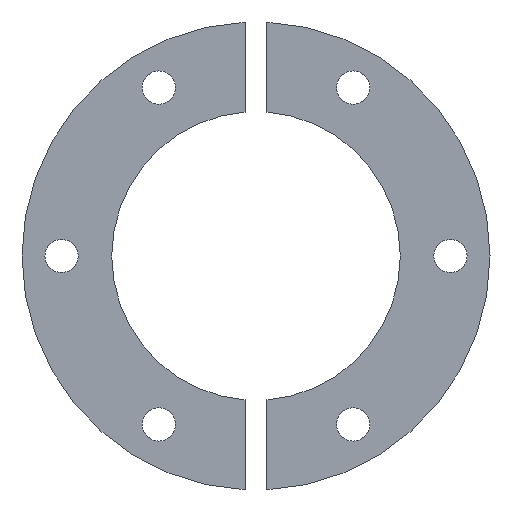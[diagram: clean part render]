
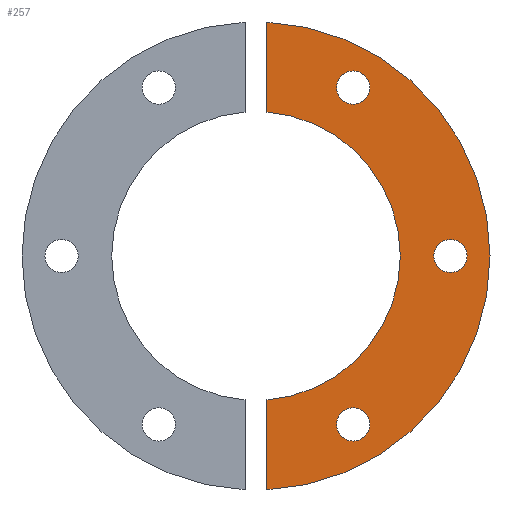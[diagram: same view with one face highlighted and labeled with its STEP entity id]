
A CAD part, front view. The second image highlights one B-rep face of the part: STEP entity #257.
In plain terms, the highlighted planar face has unit normal (0, -1, 0).
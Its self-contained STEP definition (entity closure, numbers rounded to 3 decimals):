
#7 = FACE_BOUND ( 'NONE', #338, .T. ) ;
#67 = EDGE_LOOP ( 'NONE', ( #809, #608, #378, #285 ) ) ;
#81 = EDGE_CURVE ( 'NONE', #557, #668, #912, .T. ) ;
#93 = DIRECTION ( 'NONE',  ( 0., 0., -1. ) ) ;
#116 = CIRCLE ( 'NONE', #175, 2.65 ) ;
#127 = CARTESIAN_POINT ( 'NONE',  ( 1.75, -9.2, -22.933 ) ) ;
#145 = VERTEX_POINT ( 'NONE', #361 ) ;
#163 = EDGE_LOOP ( 'NONE', ( #247 ) ) ;
#165 = EDGE_CURVE ( 'NONE', #145, #145, #705, .T. ) ;
#175 = AXIS2_PLACEMENT_3D ( 'NONE', #290, #955, #467 ) ;
#180 = LINE ( 'NONE', #333, #462 ) ;
#202 = DIRECTION ( 'NONE',  ( 0., 0., 1. ) ) ;
#232 = DIRECTION ( 'NONE',  ( 0., 1., 0. ) ) ;
#247 = ORIENTED_EDGE ( 'NONE', *, *, #397, .F. ) ;
#256 = ORIENTED_EDGE ( 'NONE', *, *, #165, .F. ) ;
#257 = ADVANCED_FACE ( 'NONE', ( #1063, #1011, #7, #811 ), #652, .F. ) ;
#285 = ORIENTED_EDGE ( 'NONE', *, *, #836, .F. ) ;
#290 = CARTESIAN_POINT ( 'NONE',  ( 15.5, -9.2, -26.847 ) ) ;
#306 = CARTESIAN_POINT ( 'NONE',  ( 1.75, -9.2, -37.259 ) ) ;
#320 = CIRCLE ( 'NONE', #389, 23. ) ;
#328 = EDGE_CURVE ( 'NONE', #679, #679, #116, .T. ) ;
#329 = ORIENTED_EDGE ( 'NONE', *, *, #328, .F. ) ;
#333 = CARTESIAN_POINT ( 'NONE',  ( 1.75, -9.2, -37.259 ) ) ;
#334 = AXIS2_PLACEMENT_3D ( 'NONE', #763, #924, #93 ) ;
#338 = EDGE_LOOP ( 'NONE', ( #329 ) ) ;
#361 = CARTESIAN_POINT ( 'NONE',  ( 15.5, -9.2, 24.197 ) ) ;
#378 = ORIENTED_EDGE ( 'NONE', *, *, #81, .F. ) ;
#381 = CIRCLE ( 'NONE', #464, 2.65 ) ;
#389 = AXIS2_PLACEMENT_3D ( 'NONE', #915, #744, #1073 ) ;
#397 = EDGE_CURVE ( 'NONE', #1035, #1035, #381, .T. ) ;
#413 = CARTESIAN_POINT ( 'NONE',  ( 0., -9.2, 0. ) ) ;
#425 = AXIS2_PLACEMENT_3D ( 'NONE', #519, #598, #776 ) ;
#462 = VECTOR ( 'NONE', #202, 1000. ) ;
#464 = AXIS2_PLACEMENT_3D ( 'NONE', #620, #943, #856 ) ;
#467 = DIRECTION ( 'NONE',  ( 0., 0., -1. ) ) ;
#488 = DIRECTION ( 'NONE',  ( 0., 0., 1. ) ) ;
#504 = DIRECTION ( 'NONE',  ( 0., 0., 1. ) ) ;
#514 = EDGE_CURVE ( 'NONE', #1016, #737, #180, .T. ) ;
#519 = CARTESIAN_POINT ( 'NONE',  ( 0., -9.2, 0. ) ) ;
#522 = CARTESIAN_POINT ( 'NONE',  ( 31., -9.2, -2.65 ) ) ;
#557 = VERTEX_POINT ( 'NONE', #306 ) ;
#591 = EDGE_LOOP ( 'NONE', ( #256 ) ) ;
#598 = DIRECTION ( 'NONE',  ( 0., 1., 0. ) ) ;
#608 = ORIENTED_EDGE ( 'NONE', *, *, #996, .F. ) ;
#620 = CARTESIAN_POINT ( 'NONE',  ( 31., -9.2, 0. ) ) ;
#640 = AXIS2_PLACEMENT_3D ( 'NONE', #413, #232, #488 ) ;
#652 = PLANE ( 'NONE',  #640 ) ;
#668 = VERTEX_POINT ( 'NONE', #127 ) ;
#679 = VERTEX_POINT ( 'NONE', #1010 ) ;
#705 = CIRCLE ( 'NONE', #334, 2.65 ) ;
#737 = VERTEX_POINT ( 'NONE', #1047 ) ;
#744 = DIRECTION ( 'NONE',  ( 0., -1., 0. ) ) ;
#763 = CARTESIAN_POINT ( 'NONE',  ( 15.5, -9.2, 26.847 ) ) ;
#776 = DIRECTION ( 'NONE',  ( 0., 0., 1. ) ) ;
#809 = ORIENTED_EDGE ( 'NONE', *, *, #514, .F. ) ;
#811 = FACE_OUTER_BOUND ( 'NONE', #67, .T. ) ;
#836 = EDGE_CURVE ( 'NONE', #737, #557, #936, .T. ) ;
#856 = DIRECTION ( 'NONE',  ( 0., 0., -1. ) ) ;
#912 = LINE ( 'NONE', #1001, #981 ) ;
#915 = CARTESIAN_POINT ( 'NONE',  ( 0., -9.2, 0. ) ) ;
#924 = DIRECTION ( 'NONE',  ( 0., -1., 0. ) ) ;
#936 = CIRCLE ( 'NONE', #425, 37.3 ) ;
#943 = DIRECTION ( 'NONE',  ( 0., -1., 0. ) ) ;
#955 = DIRECTION ( 'NONE',  ( 0., -1., 0. ) ) ;
#981 = VECTOR ( 'NONE', #504, 1000. ) ;
#987 = CARTESIAN_POINT ( 'NONE',  ( 1.75, -9.2, 22.933 ) ) ;
#996 = EDGE_CURVE ( 'NONE', #668, #1016, #320, .T. ) ;
#1001 = CARTESIAN_POINT ( 'NONE',  ( 1.75, -9.2, -37.259 ) ) ;
#1010 = CARTESIAN_POINT ( 'NONE',  ( 15.5, -9.2, -29.497 ) ) ;
#1011 = FACE_BOUND ( 'NONE', #163, .T. ) ;
#1016 = VERTEX_POINT ( 'NONE', #987 ) ;
#1035 = VERTEX_POINT ( 'NONE', #522 ) ;
#1047 = CARTESIAN_POINT ( 'NONE',  ( 1.75, -9.2, 37.259 ) ) ;
#1063 = FACE_BOUND ( 'NONE', #591, .T. ) ;
#1073 = DIRECTION ( 'NONE',  ( 0., 0., -1. ) ) ;
